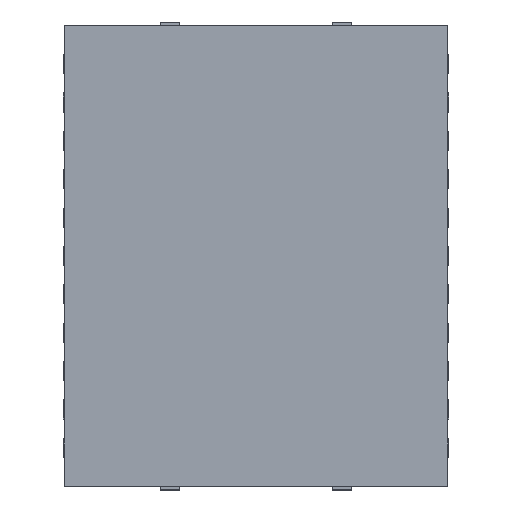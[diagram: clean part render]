
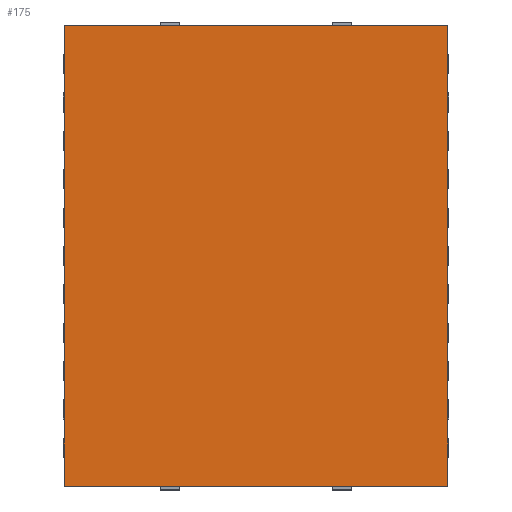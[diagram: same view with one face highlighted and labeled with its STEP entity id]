
A CAD part, top view. The second image highlights one B-rep face of the part: STEP entity #175.
In plain terms, the highlighted planar face has unit normal (0, 0, 1).
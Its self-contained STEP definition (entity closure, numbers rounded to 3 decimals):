
#46 = VERTEX_POINT('',#47);
#47 = CARTESIAN_POINT('',(0.,0.,1.));
#62 = VERTEX_POINT('',#63);
#63 = CARTESIAN_POINT('',(0.,6.,1.));
#69 = EDGE_CURVE('',#46,#62,#70,.T.);
#70 = LINE('',#71,#72);
#71 = CARTESIAN_POINT('',(0.,0.,1.));
#72 = VECTOR('',#73,1.);
#73 = DIRECTION('',(-0.,1.,0.));
#86 = VERTEX_POINT('',#87);
#87 = CARTESIAN_POINT('',(5.,0.,1.));
#102 = VERTEX_POINT('',#103);
#103 = CARTESIAN_POINT('',(5.,6.,1.));
#109 = EDGE_CURVE('',#86,#102,#110,.T.);
#110 = LINE('',#111,#112);
#111 = CARTESIAN_POINT('',(5.,0.,1.));
#112 = VECTOR('',#113,1.);
#113 = DIRECTION('',(-0.,1.,0.));
#130 = EDGE_CURVE('',#46,#86,#131,.T.);
#131 = LINE('',#132,#133);
#132 = CARTESIAN_POINT('',(0.,0.,1.));
#133 = VECTOR('',#134,1.);
#134 = DIRECTION('',(1.,0.,-0.));
#152 = EDGE_CURVE('',#62,#102,#153,.T.);
#153 = LINE('',#154,#155);
#154 = CARTESIAN_POINT('',(0.,6.,1.));
#155 = VECTOR('',#156,1.);
#156 = DIRECTION('',(1.,0.,-0.));
#175 = ADVANCED_FACE('',(#176),#182,.T.);
#176 = FACE_BOUND('',#177,.T.);
#177 = EDGE_LOOP('',(#178,#179,#180,#181));
#178 = ORIENTED_EDGE('',*,*,#69,.F.);
#179 = ORIENTED_EDGE('',*,*,#130,.T.);
#180 = ORIENTED_EDGE('',*,*,#109,.T.);
#181 = ORIENTED_EDGE('',*,*,#152,.F.);
#182 = PLANE('',#183);
#183 = AXIS2_PLACEMENT_3D('',#184,#185,#186);
#184 = CARTESIAN_POINT('',(0.,0.,1.));
#185 = DIRECTION('',(0.,0.,1.));
#186 = DIRECTION('',(1.,0.,-0.));
